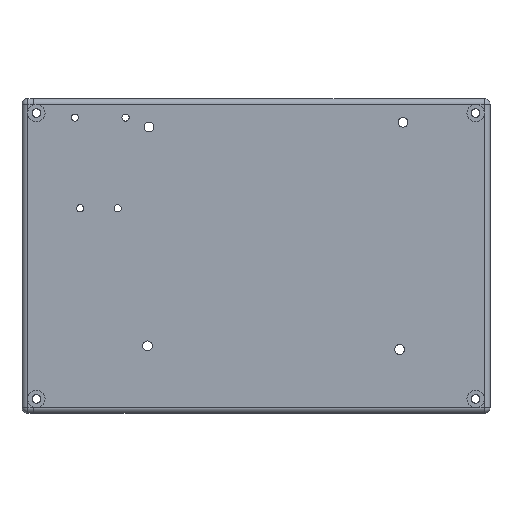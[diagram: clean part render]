
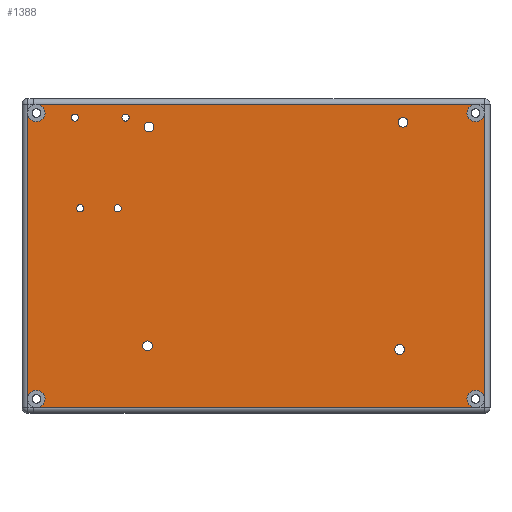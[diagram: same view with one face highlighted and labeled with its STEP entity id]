
A CAD part, front view. The second image highlights one B-rep face of the part: STEP entity #1388.
In plain terms, the highlighted planar face has unit normal (0, -1, 0).
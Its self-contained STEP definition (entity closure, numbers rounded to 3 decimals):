
#14=FACE_BOUND('',#479,.T.);
#15=FACE_BOUND('',#480,.T.);
#16=FACE_BOUND('',#481,.T.);
#17=FACE_BOUND('',#482,.T.);
#18=FACE_BOUND('',#483,.T.);
#19=FACE_BOUND('',#484,.T.);
#20=FACE_BOUND('',#485,.T.);
#21=FACE_BOUND('',#486,.T.);
#81=PLANE('',#1503);
#129=LINE('',#2123,#245);
#137=LINE('',#2144,#253);
#138=LINE('',#2150,#254);
#139=LINE('',#2156,#255);
#245=VECTOR('',#1685,10.);
#253=VECTOR('',#1705,10.);
#254=VECTOR('',#1710,10.);
#255=VECTOR('',#1715,10.);
#397=FACE_OUTER_BOUND('',#478,.T.);
#478=EDGE_LOOP('',(#1019,#1020,#1021,#1022,#1023,#1024,#1025,#1026,#1027,
#1028));
#479=EDGE_LOOP('',(#1029));
#480=EDGE_LOOP('',(#1030));
#481=EDGE_LOOP('',(#1031));
#482=EDGE_LOOP('',(#1032));
#483=EDGE_LOOP('',(#1033));
#484=EDGE_LOOP('',(#1034));
#485=EDGE_LOOP('',(#1035));
#486=EDGE_LOOP('',(#1036));
#597=CIRCLE('',#1504,3.);
#598=CIRCLE('',#1505,3.);
#599=CIRCLE('',#1506,3.);
#600=CIRCLE('',#1507,3.);
#601=CIRCLE('',#1508,3.);
#602=CIRCLE('',#1509,3.);
#603=CIRCLE('',#1510,1.701);
#604=CIRCLE('',#1511,1.7);
#605=CIRCLE('',#1512,1.7);
#606=CIRCLE('',#1513,1.7);
#607=CIRCLE('',#1514,1.25);
#608=CIRCLE('',#1515,1.25);
#609=CIRCLE('',#1516,1.25);
#610=CIRCLE('',#1517,1.25);
#678=VERTEX_POINT('',#2120);
#679=VERTEX_POINT('',#2122);
#685=VERTEX_POINT('',#2138);
#686=VERTEX_POINT('',#2143);
#687=VERTEX_POINT('',#2145);
#688=VERTEX_POINT('',#2147);
#689=VERTEX_POINT('',#2149);
#690=VERTEX_POINT('',#2151);
#691=VERTEX_POINT('',#2153);
#692=VERTEX_POINT('',#2155);
#693=VERTEX_POINT('',#2158);
#694=VERTEX_POINT('',#2160);
#695=VERTEX_POINT('',#2162);
#696=VERTEX_POINT('',#2164);
#697=VERTEX_POINT('',#2166);
#698=VERTEX_POINT('',#2168);
#699=VERTEX_POINT('',#2170);
#700=VERTEX_POINT('',#2172);
#805=EDGE_CURVE('',#678,#679,#129,.T.);
#815=EDGE_CURVE('',#678,#685,#597,.T.);
#816=EDGE_CURVE('',#686,#685,#137,.T.);
#817=EDGE_CURVE('',#686,#687,#598,.T.);
#818=EDGE_CURVE('',#687,#688,#599,.T.);
#819=EDGE_CURVE('',#689,#688,#138,.T.);
#820=EDGE_CURVE('',#689,#690,#600,.T.);
#821=EDGE_CURVE('',#690,#691,#601,.T.);
#822=EDGE_CURVE('',#692,#691,#139,.T.);
#823=EDGE_CURVE('',#692,#679,#602,.T.);
#824=EDGE_CURVE('',#693,#693,#603,.T.);
#825=EDGE_CURVE('',#694,#694,#604,.T.);
#826=EDGE_CURVE('',#695,#695,#605,.T.);
#827=EDGE_CURVE('',#696,#696,#606,.T.);
#828=EDGE_CURVE('',#697,#697,#607,.T.);
#829=EDGE_CURVE('',#698,#698,#608,.T.);
#830=EDGE_CURVE('',#699,#699,#609,.T.);
#831=EDGE_CURVE('',#700,#700,#610,.T.);
#1019=ORIENTED_EDGE('',*,*,#805,.F.);
#1020=ORIENTED_EDGE('',*,*,#815,.T.);
#1021=ORIENTED_EDGE('',*,*,#816,.F.);
#1022=ORIENTED_EDGE('',*,*,#817,.T.);
#1023=ORIENTED_EDGE('',*,*,#818,.T.);
#1024=ORIENTED_EDGE('',*,*,#819,.F.);
#1025=ORIENTED_EDGE('',*,*,#820,.T.);
#1026=ORIENTED_EDGE('',*,*,#821,.T.);
#1027=ORIENTED_EDGE('',*,*,#822,.F.);
#1028=ORIENTED_EDGE('',*,*,#823,.T.);
#1029=ORIENTED_EDGE('',*,*,#824,.T.);
#1030=ORIENTED_EDGE('',*,*,#825,.T.);
#1031=ORIENTED_EDGE('',*,*,#826,.T.);
#1032=ORIENTED_EDGE('',*,*,#827,.T.);
#1033=ORIENTED_EDGE('',*,*,#828,.T.);
#1034=ORIENTED_EDGE('',*,*,#829,.T.);
#1035=ORIENTED_EDGE('',*,*,#830,.T.);
#1036=ORIENTED_EDGE('',*,*,#831,.T.);
#1388=ADVANCED_FACE('',(#397,#14,#15,#16,#17,#18,#19,#20,#21),#81,.F.);
#1503=AXIS2_PLACEMENT_3D('',#2141,#1701,#1702);
#1504=AXIS2_PLACEMENT_3D('',#2142,#1703,#1704);
#1505=AXIS2_PLACEMENT_3D('',#2146,#1706,#1707);
#1506=AXIS2_PLACEMENT_3D('',#2148,#1708,#1709);
#1507=AXIS2_PLACEMENT_3D('',#2152,#1711,#1712);
#1508=AXIS2_PLACEMENT_3D('',#2154,#1713,#1714);
#1509=AXIS2_PLACEMENT_3D('',#2157,#1716,#1717);
#1510=AXIS2_PLACEMENT_3D('',#2159,#1718,#1719);
#1511=AXIS2_PLACEMENT_3D('',#2161,#1720,#1721);
#1512=AXIS2_PLACEMENT_3D('',#2163,#1722,#1723);
#1513=AXIS2_PLACEMENT_3D('',#2165,#1724,#1725);
#1514=AXIS2_PLACEMENT_3D('',#2167,#1726,#1727);
#1515=AXIS2_PLACEMENT_3D('',#2169,#1728,#1729);
#1516=AXIS2_PLACEMENT_3D('',#2171,#1730,#1731);
#1517=AXIS2_PLACEMENT_3D('',#2173,#1732,#1733);
#1685=DIRECTION('',(0.,0.,1.));
#1701=DIRECTION('center_axis',(0.,1.,0.));
#1702=DIRECTION('ref_axis',(0.,0.,1.));
#1703=DIRECTION('center_axis',(0.,1.,0.));
#1704=DIRECTION('ref_axis',(1.,0.,0.));
#1705=DIRECTION('',(-1.,0.,0.));
#1706=DIRECTION('center_axis',(0.,1.,0.));
#1707=DIRECTION('ref_axis',(1.,0.,0.));
#1708=DIRECTION('center_axis',(0.,1.,0.));
#1709=DIRECTION('ref_axis',(1.,0.,0.));
#1710=DIRECTION('',(0.,0.,-1.));
#1711=DIRECTION('center_axis',(0.,1.,0.));
#1712=DIRECTION('ref_axis',(1.,0.,0.));
#1713=DIRECTION('center_axis',(0.,1.,0.));
#1714=DIRECTION('ref_axis',(1.,0.,0.));
#1715=DIRECTION('',(1.,0.,0.));
#1716=DIRECTION('center_axis',(0.,1.,0.));
#1717=DIRECTION('ref_axis',(1.,0.,0.));
#1718=DIRECTION('center_axis',(0.,1.,0.));
#1719=DIRECTION('ref_axis',(-1.,0.,0.));
#1720=DIRECTION('center_axis',(0.,1.,0.));
#1721=DIRECTION('ref_axis',(-1.,0.,0.));
#1722=DIRECTION('center_axis',(0.,1.,0.));
#1723=DIRECTION('ref_axis',(-1.,0.,0.));
#1724=DIRECTION('center_axis',(0.,1.,0.));
#1725=DIRECTION('ref_axis',(-1.,0.,0.));
#1726=DIRECTION('center_axis',(0.,1.,0.));
#1727=DIRECTION('ref_axis',(1.,0.,0.));
#1728=DIRECTION('center_axis',(0.,1.,0.));
#1729=DIRECTION('ref_axis',(1.,0.,0.));
#1730=DIRECTION('center_axis',(0.,1.,0.));
#1731=DIRECTION('ref_axis',(1.,0.,0.));
#1732=DIRECTION('center_axis',(0.,1.,0.));
#1733=DIRECTION('ref_axis',(1.,0.,0.));
#2120=CARTESIAN_POINT('',(-134.63,0.,-101.326));
#2122=CARTESIAN_POINT('',(-134.63,0.,-2.));
#2123=CARTESIAN_POINT('',(-134.63,0.,-47.981));
#2138=CARTESIAN_POINT('',(-131.63,0.,-104.326));
#2141=CARTESIAN_POINT('Origin',(-48.815,0.,-44.315));
#2142=CARTESIAN_POINT('Origin',(-131.63,0.,-101.326));
#2143=CARTESIAN_POINT('',(21.,0.,-104.326));
#2144=CARTESIAN_POINT('',(-50.028,0.,-104.326));
#2145=CARTESIAN_POINT('',(18.,0.,-101.326));
#2146=CARTESIAN_POINT('Origin',(21.,0.,-101.326));
#2147=CARTESIAN_POINT('',(24.,0.,-101.326));
#2148=CARTESIAN_POINT('Origin',(21.,0.,-101.326));
#2149=CARTESIAN_POINT('',(24.,0.,-2.));
#2150=CARTESIAN_POINT('',(24.,0.,-47.989));
#2151=CARTESIAN_POINT('',(18.,0.,-2.));
#2152=CARTESIAN_POINT('Origin',(21.,0.,-2.));
#2153=CARTESIAN_POINT('',(21.,0.,1.));
#2154=CARTESIAN_POINT('Origin',(21.,0.,-2.));
#2155=CARTESIAN_POINT('',(-131.63,0.,1.));
#2156=CARTESIAN_POINT('',(-50.065,0.,1.));
#2157=CARTESIAN_POINT('Origin',(-131.63,0.,-2.));
#2158=CARTESIAN_POINT('',(-91.305,0.,-82.891));
#2159=CARTESIAN_POINT('Origin',(-93.005,0.,-82.891));
#2160=CARTESIAN_POINT('',(-90.795,0.,-6.851));
#2161=CARTESIAN_POINT('Origin',(-92.495,0.,-6.851));
#2162=CARTESIAN_POINT('',(-3.695,0.,-84.151));
#2163=CARTESIAN_POINT('Origin',(-5.395,0.,-84.151));
#2164=CARTESIAN_POINT('',(-2.545,0.,-5.221));
#2165=CARTESIAN_POINT('Origin',(-4.245,0.,-5.221));
#2166=CARTESIAN_POINT('',(-102.147,0.,-35.123));
#2167=CARTESIAN_POINT('Origin',(-103.397,0.,-35.123));
#2168=CARTESIAN_POINT('',(-117.032,0.,-3.585));
#2169=CARTESIAN_POINT('Origin',(-118.282,0.,-3.585));
#2170=CARTESIAN_POINT('',(-115.147,0.,-35.123));
#2171=CARTESIAN_POINT('Origin',(-116.397,0.,-35.123));
#2172=CARTESIAN_POINT('',(-99.382,0.,-3.585));
#2173=CARTESIAN_POINT('Origin',(-100.632,0.,-3.585));
